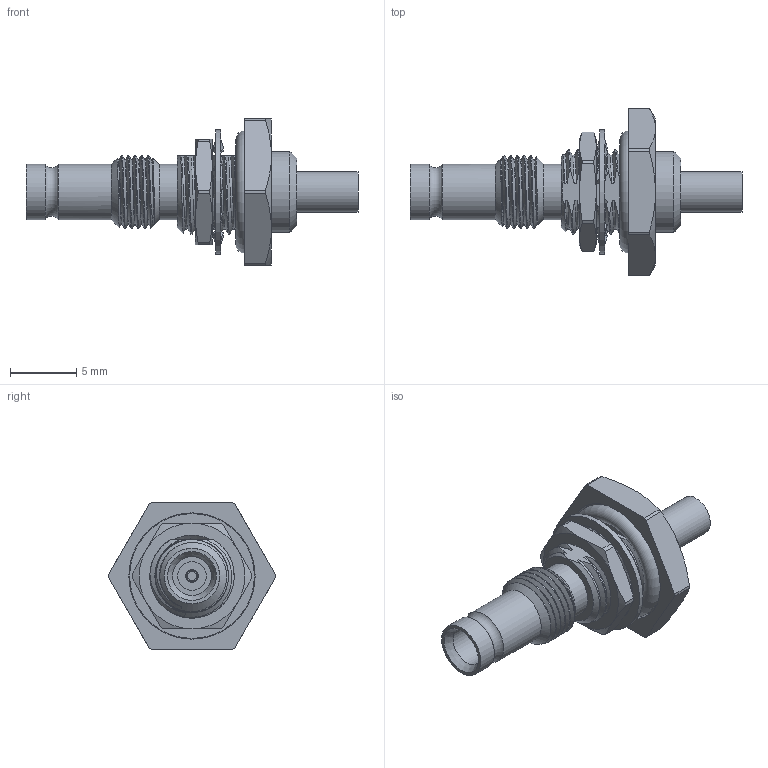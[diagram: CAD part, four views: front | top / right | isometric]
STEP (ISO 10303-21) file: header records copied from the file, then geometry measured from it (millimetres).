
FILE_DESCRIPTION (( 'STEP AP203' ), '1' );
FILE_NAME ('PE44256_3D.step', '2021-08-30T22:24:55', ( '' ), ( '' ), 'SwSTEP 2.0', 'SolidWorks 2021', '' );
FILE_SCHEMA (( 'CONFIG_CONTROL_DESIGN' ));
Length unit declared in the file: inch
Products named in the file (1): PE44256_3D
Bounding box: 25 x 12.58 x 11 mm (x, y, z)
Volume: 586.6 mm3; surface area: 1170.7 mm2
Topology: 4 solids, 4 shells, 206 faces, 577 edges, 388 vertices
Faces by surface type: bspline 70, plane 58, cylinder 46, cone 30, torus 2
Full cylindrical faces by diameter (mm): 0.681 x1, 0.93 x1, 0.935 x1, 2.15 x1, 2.253 x1, 2.93 x1, 3.064 x1, 4.176 x3, 6.054 x1, 6.375 x1, 9.398 x1, 9.504 x1
Entity records: 15050 total; most frequent: CARTESIAN_POINT 10551, ORIENTED_EDGE 1086, DIRECTION 659, EDGE_CURVE 543, VERTEX_POINT 380, AXIS2_PLACEMENT_3D 275, B_SPLINE_CURVE_WITH_KNOTS 249, EDGE_LOOP 241
